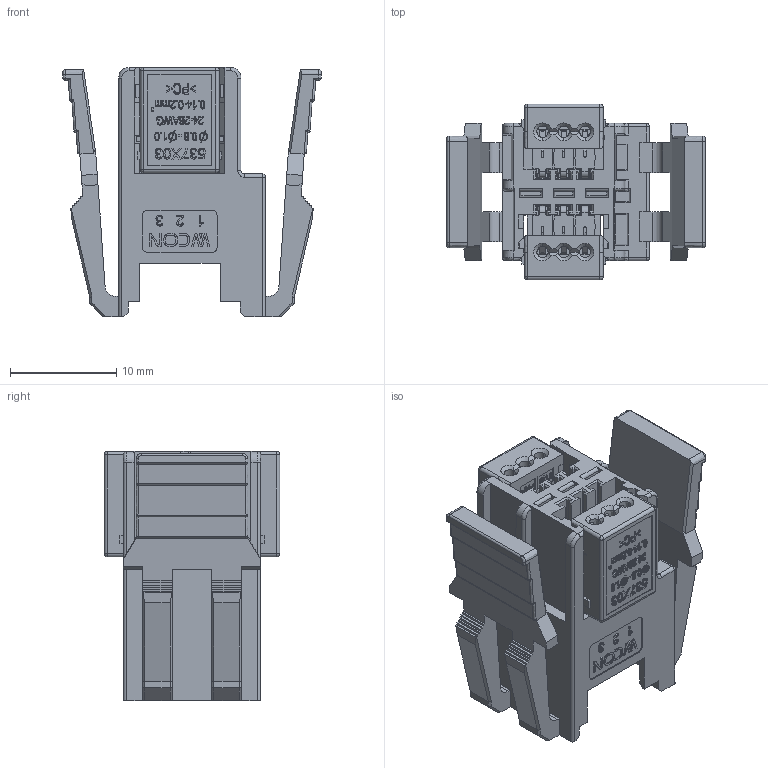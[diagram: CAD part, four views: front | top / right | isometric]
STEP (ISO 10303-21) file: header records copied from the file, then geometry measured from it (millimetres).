
FILE_DESCRIPTION( ('This file contains a STEP AP42 implementation' ,'as created by ZW3D STEP Interface translator.') ,'2;1' );
FILE_NAME( '5373-203SXXXXWX01W.stp' ,'2312 4.144525', (''), ('ZWCAD Software Co.'), 'Version 1.0', 'ZW3D to STEP translator', '' );
FILE_SCHEMA(('AUTOMOTIVE_DESIGN { 1 0 10303 214 1 1 1 1 }'));
Length unit declared in the file: millimetre
Products named in the file (2): 0; 5373-203SXXXXWX01X.stp111
Bounding box: 24.25 x 16.5 x 23.4 mm (x, y, z)
Volume: 2747.4 mm3; surface area: 5509.2 mm2
Topology: 1 solids, 1 shells, 3829 faces, 10639 edges, 6955 vertices
Faces by surface type: plane 2329, bspline 1327, cylinder 133, sphere 26, cone 14
Entity records: 136765 total; most frequent: CARTESIAN_POINT 42865, ORIENTED_EDGE 21284, DIRECTION 14142, EDGE_CURVE 10639, VECTOR 7604, LINE 7604, VERTEX_POINT 6955, EDGE_LOOP 4055
